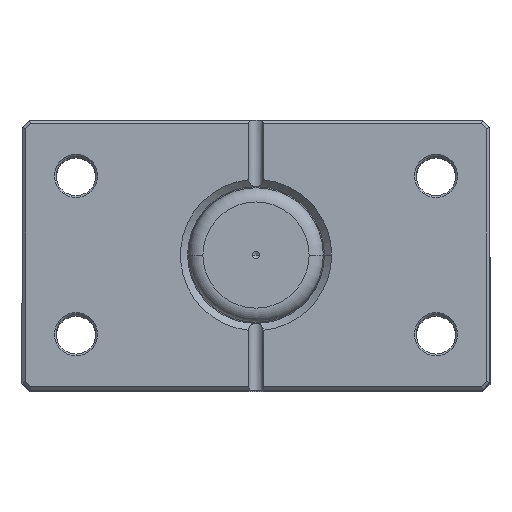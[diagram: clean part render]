
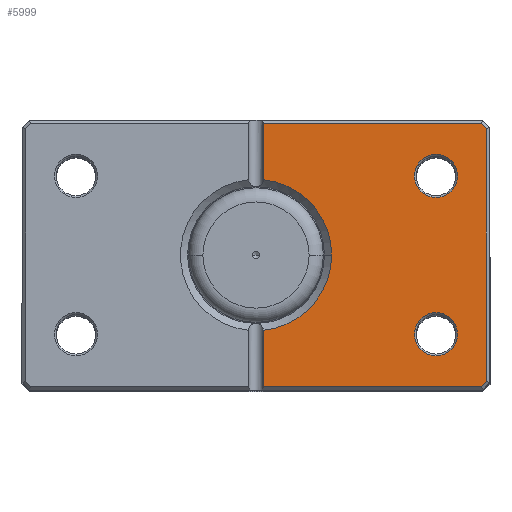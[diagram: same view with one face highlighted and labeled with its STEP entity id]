
A CAD part, top view. The second image highlights one B-rep face of the part: STEP entity #5999.
In plain terms, the highlighted face is planar.
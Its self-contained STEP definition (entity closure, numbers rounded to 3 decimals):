
#122 = VERTEX_POINT ( 'NONE', #3618 ) ;
#307 = CARTESIAN_POINT ( 'NONE',  ( -62.586, 36.5, 0. ) ) ;
#382 = LINE ( 'NONE', #5487, #1559 ) ;
#411 = VERTEX_POINT ( 'NONE', #5669 ) ;
#433 = VERTEX_POINT ( 'NONE', #4765 ) ;
#468 = ORIENTED_EDGE ( 'NONE', *, *, #2037, .T. ) ;
#485 = CARTESIAN_POINT ( 'NONE',  ( -2., -20.905, 0. ) ) ;
#522 = VERTEX_POINT ( 'NONE', #2004 ) ;
#608 = CARTESIAN_POINT ( 'NONE',  ( 0., 0., 0. ) ) ;
#657 = DIRECTION ( 'NONE',  ( 0., -1., 0. ) ) ;
#722 = CARTESIAN_POINT ( 'NONE',  ( -50., -22., 0. ) ) ;
#741 = DIRECTION ( 'NONE',  ( 0., -1., 0. ) ) ;
#750 = DIRECTION ( 'NONE',  ( 0., 0., 1. ) ) ;
#773 = DIRECTION ( 'NONE',  ( 1., 0., 0. ) ) ;
#941 = VERTEX_POINT ( 'NONE', #5388 ) ;
#949 = CARTESIAN_POINT ( 'NONE',  ( -2., 20.905, 0. ) ) ;
#1093 = CARTESIAN_POINT ( 'NONE',  ( -44., 22., 0. ) ) ;
#1106 = DIRECTION ( 'NONE',  ( 1., 0., 0. ) ) ;
#1109 = LINE ( 'NONE', #5949, #3709 ) ;
#1131 = LINE ( 'NONE', #4089, #4877 ) ;
#1140 = DIRECTION ( 'NONE',  ( -0.707, 0.707, 0. ) ) ;
#1203 = ORIENTED_EDGE ( 'NONE', *, *, #3696, .T. ) ;
#1263 = VERTEX_POINT ( 'NONE', #1093 ) ;
#1353 = EDGE_CURVE ( 'NONE', #1771, #3349, #6300, .T. ) ;
#1384 = CARTESIAN_POINT ( 'NONE',  ( 0., 0., 0. ) ) ;
#1400 = AXIS2_PLACEMENT_3D ( 'NONE', #1469, #4851, #1953 ) ;
#1429 = DIRECTION ( 'NONE',  ( 0.707, 0.707, 0. ) ) ;
#1431 = ORIENTED_EDGE ( 'NONE', *, *, #5204, .T. ) ;
#1469 = CARTESIAN_POINT ( 'NONE',  ( -50., -22., 0. ) ) ;
#1559 = VECTOR ( 'NONE', #2605, 1000. ) ;
#1605 = EDGE_LOOP ( 'NONE', ( #5016, #3111 ) ) ;
#1627 = DIRECTION ( 'NONE',  ( 1., 0., 0. ) ) ;
#1650 = ORIENTED_EDGE ( 'NONE', *, *, #4679, .T. ) ;
#1695 = EDGE_CURVE ( 'NONE', #5521, #4107, #3905, .T. ) ;
#1763 = EDGE_CURVE ( 'NONE', #2130, #941, #3024, .T. ) ;
#1771 = VERTEX_POINT ( 'NONE', #3062 ) ;
#1778 = AXIS2_PLACEMENT_3D ( 'NONE', #608, #4040, #1106 ) ;
#1900 = CARTESIAN_POINT ( 'NONE',  ( -50., 22., 0. ) ) ;
#1948 = CARTESIAN_POINT ( 'NONE',  ( -56., -22., 0. ) ) ;
#1953 = DIRECTION ( 'NONE',  ( 1., 0., 0. ) ) ;
#2004 = CARTESIAN_POINT ( 'NONE',  ( -2., -36.5, 0. ) ) ;
#2037 = EDGE_CURVE ( 'NONE', #4746, #1263, #2638, .T. ) ;
#2111 = CARTESIAN_POINT ( 'NONE',  ( 0., 36.5, 0. ) ) ;
#2130 = VERTEX_POINT ( 'NONE', #949 ) ;
#2226 = DIRECTION ( 'NONE',  ( 1., 0., 0. ) ) ;
#2327 = CARTESIAN_POINT ( 'NONE',  ( -44., -22., 0. ) ) ;
#2332 = EDGE_CURVE ( 'NONE', #433, #2130, #3538, .T. ) ;
#2400 = DIRECTION ( 'NONE',  ( 1., 0., 0. ) ) ;
#2427 = AXIS2_PLACEMENT_3D ( 'NONE', #3539, #3585, #3603 ) ;
#2430 = FACE_BOUND ( 'NONE', #1605, .T. ) ;
#2593 = ORIENTED_EDGE ( 'NONE', *, *, #2332, .T. ) ;
#2605 = DIRECTION ( 'NONE',  ( -1., 0., 0. ) ) ;
#2622 = AXIS2_PLACEMENT_3D ( 'NONE', #1900, #5287, #2400 ) ;
#2638 = CIRCLE ( 'NONE', #2622, 6. ) ;
#2704 = ORIENTED_EDGE ( 'NONE', *, *, #2835, .T. ) ;
#2835 = EDGE_CURVE ( 'NONE', #1263, #4746, #3533, .T. ) ;
#2868 = DIRECTION ( 'NONE',  ( 1., 0., 0. ) ) ;
#2894 = EDGE_LOOP ( 'NONE', ( #2593, #3998, #5240, #1203, #3788, #1650, #1431, #4629, #3813 ) ) ;
#3024 = CIRCLE ( 'NONE', #2427, 21. ) ;
#3062 = CARTESIAN_POINT ( 'NONE',  ( -64., 35.086, 0. ) ) ;
#3090 = DIRECTION ( 'NONE',  ( 0., 1., 0. ) ) ;
#3091 = CARTESIAN_POINT ( 'NONE',  ( -49.543, -49.543, 0. ) ) ;
#3111 = ORIENTED_EDGE ( 'NONE', *, *, #4420, .T. ) ;
#3170 = EDGE_CURVE ( 'NONE', #941, #6118, #4140, .T. ) ;
#3174 = EDGE_CURVE ( 'NONE', #522, #122, #382, .T. ) ;
#3189 = EDGE_CURVE ( 'NONE', #3349, #433, #5551, .T. ) ;
#3327 = PLANE ( 'NONE',  #5639 ) ;
#3349 = VERTEX_POINT ( 'NONE', #307 ) ;
#3359 = VECTOR ( 'NONE', #1140, 1000. ) ;
#3367 = CARTESIAN_POINT ( 'NONE',  ( -49.543, 49.543, 0. ) ) ;
#3533 = CIRCLE ( 'NONE', #5878, 6. ) ;
#3538 = LINE ( 'NONE', #5131, #4676 ) ;
#3539 = CARTESIAN_POINT ( 'NONE',  ( 0., 0., 0. ) ) ;
#3545 = FACE_BOUND ( 'NONE', #3659, .T. ) ;
#3585 = DIRECTION ( 'NONE',  ( 0., 0., 1. ) ) ;
#3603 = DIRECTION ( 'NONE',  ( 1., 0., 0. ) ) ;
#3618 = CARTESIAN_POINT ( 'NONE',  ( -62.586, -36.5, 0. ) ) ;
#3659 = EDGE_LOOP ( 'NONE', ( #468, #2704 ) ) ;
#3696 = EDGE_CURVE ( 'NONE', #6118, #522, #1131, .T. ) ;
#3709 = VECTOR ( 'NONE', #3090, 1000. ) ;
#3788 = ORIENTED_EDGE ( 'NONE', *, *, #3174, .T. ) ;
#3813 = ORIENTED_EDGE ( 'NONE', *, *, #3189, .T. ) ;
#3905 = CIRCLE ( 'NONE', #6070, 6. ) ;
#3998 = ORIENTED_EDGE ( 'NONE', *, *, #1763, .T. ) ;
#4040 = DIRECTION ( 'NONE',  ( 0., 0., 1. ) ) ;
#4089 = CARTESIAN_POINT ( 'NONE',  ( -2., 37.5, 0. ) ) ;
#4107 = VERTEX_POINT ( 'NONE', #2327 ) ;
#4140 = CIRCLE ( 'NONE', #1778, 21. ) ;
#4420 = EDGE_CURVE ( 'NONE', #4107, #5521, #6134, .T. ) ;
#4629 = ORIENTED_EDGE ( 'NONE', *, *, #1353, .T. ) ;
#4676 = VECTOR ( 'NONE', #741, 1000. ) ;
#4679 = EDGE_CURVE ( 'NONE', #122, #411, #4943, .T. ) ;
#4746 = VERTEX_POINT ( 'NONE', #5543 ) ;
#4765 = CARTESIAN_POINT ( 'NONE',  ( -2., 36.5, 0. ) ) ;
#4851 = DIRECTION ( 'NONE',  ( 0., 0., 1. ) ) ;
#4877 = VECTOR ( 'NONE', #657, 1000. ) ;
#4926 = CARTESIAN_POINT ( 'NONE',  ( -50., 22., 0. ) ) ;
#4943 = LINE ( 'NONE', #3091, #3359 ) ;
#5016 = ORIENTED_EDGE ( 'NONE', *, *, #1695, .T. ) ;
#5106 = DIRECTION ( 'NONE',  ( 0., 0., 1. ) ) ;
#5131 = CARTESIAN_POINT ( 'NONE',  ( -2., 37.5, 0. ) ) ;
#5204 = EDGE_CURVE ( 'NONE', #411, #1771, #1109, .T. ) ;
#5240 = ORIENTED_EDGE ( 'NONE', *, *, #3170, .T. ) ;
#5287 = DIRECTION ( 'NONE',  ( 0., 0., 1. ) ) ;
#5388 = CARTESIAN_POINT ( 'NONE',  ( -21., 0., 0. ) ) ;
#5420 = VECTOR ( 'NONE', #1627, 1000. ) ;
#5487 = CARTESIAN_POINT ( 'NONE',  ( 0., -36.5, 0. ) ) ;
#5521 = VERTEX_POINT ( 'NONE', #1948 ) ;
#5543 = CARTESIAN_POINT ( 'NONE',  ( -56., 22., 0. ) ) ;
#5551 = LINE ( 'NONE', #2111, #5420 ) ;
#5639 = AXIS2_PLACEMENT_3D ( 'NONE', #1384, #5723, #2868 ) ;
#5669 = CARTESIAN_POINT ( 'NONE',  ( -64., -35.086, 0. ) ) ;
#5723 = DIRECTION ( 'NONE',  ( 0., 0., 1. ) ) ;
#5878 = AXIS2_PLACEMENT_3D ( 'NONE', #4926, #5106, #2226 ) ;
#5949 = CARTESIAN_POINT ( 'NONE',  ( -64., 0., 0. ) ) ;
#5979 = VECTOR ( 'NONE', #1429, 1000. ) ;
#5999 = ADVANCED_FACE ( 'NONE', ( #2430, #3545, #6093 ), #3327, .F. ) ;
#6070 = AXIS2_PLACEMENT_3D ( 'NONE', #722, #750, #773 ) ;
#6093 = FACE_OUTER_BOUND ( 'NONE', #2894, .T. ) ;
#6118 = VERTEX_POINT ( 'NONE', #485 ) ;
#6134 = CIRCLE ( 'NONE', #1400, 6. ) ;
#6300 = LINE ( 'NONE', #3367, #5979 ) ;
